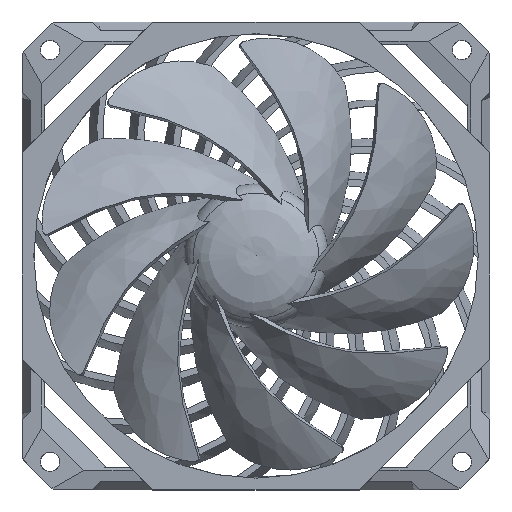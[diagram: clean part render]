
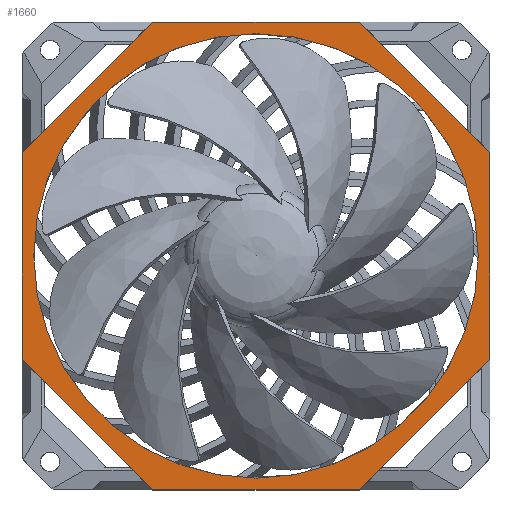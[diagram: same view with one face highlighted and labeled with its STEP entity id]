
A CAD part, top view. The second image highlights one B-rep face of the part: STEP entity #1660.
In plain terms, the highlighted planar face has unit normal (0, 0, 1).
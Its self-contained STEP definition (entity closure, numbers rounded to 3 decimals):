
#80=LINE('',#15801,#550);
#99=LINE('',#15840,#569);
#118=LINE('',#15879,#588);
#137=LINE('',#15918,#607);
#153=LINE('',#15950,#623);
#154=LINE('',#15951,#624);
#155=LINE('',#15952,#625);
#156=LINE('',#15953,#626);
#550=VECTOR('',#6838,1.);
#569=VECTOR('',#6859,1.);
#588=VECTOR('',#6880,1.);
#607=VECTOR('',#6901,1.);
#623=VECTOR('',#6919,1.);
#624=VECTOR('',#6920,1.);
#625=VECTOR('',#6921,1.);
#626=VECTOR('',#6922,1.);
#1114=PLANE('',#6353);
#1660=ADVANCED_FACE('',(#1879,#1880),#1114,.T.);
#1879=FACE_BOUND('',#2041,.T.);
#1880=FACE_BOUND('',#2042,.T.);
#2041=EDGE_LOOP('',(#3115));
#2042=EDGE_LOOP('',(#3116,#3117,#3118,#3119,#3120,#3121,#3122,#3123));
#2351=CIRCLE('',#6345,57.);
#3115=ORIENTED_EDGE('',*,*,#5341,.T.);
#3116=ORIENTED_EDGE('',*,*,#5421,.T.);
#3117=ORIENTED_EDGE('',*,*,#5367,.T.);
#3118=ORIENTED_EDGE('',*,*,#5422,.T.);
#3119=ORIENTED_EDGE('',*,*,#5348,.T.);
#3120=ORIENTED_EDGE('',*,*,#5423,.T.);
#3121=ORIENTED_EDGE('',*,*,#5405,.T.);
#3122=ORIENTED_EDGE('',*,*,#5424,.T.);
#3123=ORIENTED_EDGE('',*,*,#5386,.T.);
#4618=VERTEX_POINT('',#15776);
#4624=VERTEX_POINT('',#15800);
#4625=VERTEX_POINT('',#15802);
#4643=VERTEX_POINT('',#15839);
#4644=VERTEX_POINT('',#15841);
#4662=VERTEX_POINT('',#15878);
#4663=VERTEX_POINT('',#15880);
#4681=VERTEX_POINT('',#15917);
#4682=VERTEX_POINT('',#15919);
#5341=EDGE_CURVE('',#4618,#4618,#2351,.T.);
#5348=EDGE_CURVE('',#4625,#4624,#80,.T.);
#5367=EDGE_CURVE('',#4644,#4643,#99,.T.);
#5386=EDGE_CURVE('',#4663,#4662,#118,.T.);
#5405=EDGE_CURVE('',#4682,#4681,#137,.T.);
#5421=EDGE_CURVE('',#4662,#4644,#153,.T.);
#5422=EDGE_CURVE('',#4643,#4625,#154,.T.);
#5423=EDGE_CURVE('',#4624,#4682,#155,.T.);
#5424=EDGE_CURVE('',#4681,#4663,#156,.T.);
#6345=AXIS2_PLACEMENT_3D('',#15775,#6827,#6828);
#6353=AXIS2_PLACEMENT_3D('',#15954,#6923,#6924);
#6827=DIRECTION('',(0.,0.,-1.));
#6828=DIRECTION('',(1.,0.,0.));
#6838=DIRECTION('',(0.707,0.707,0.));
#6859=DIRECTION('',(0.707,-0.707,0.));
#6880=DIRECTION('',(-0.707,-0.707,0.));
#6901=DIRECTION('',(-0.707,0.707,0.));
#6919=DIRECTION('',(0.,-1.,0.));
#6920=DIRECTION('',(1.,0.,0.));
#6921=DIRECTION('',(0.,1.,0.));
#6922=DIRECTION('',(-1.,0.,0.));
#6923=DIRECTION('',(0.,0.,1.));
#6924=DIRECTION('',(1.,0.,0.));
#15775=CARTESIAN_POINT('',(0.,0.,26.));
#15776=CARTESIAN_POINT('',(57.,0.,26.));
#15800=CARTESIAN_POINT('',(60.,-26.544,26.));
#15801=CARTESIAN_POINT('',(43.272,-43.272,26.));
#15802=CARTESIAN_POINT('',(26.544,-60.,26.));
#15839=CARTESIAN_POINT('',(-26.544,-60.,26.));
#15840=CARTESIAN_POINT('',(-43.272,-43.272,26.));
#15841=CARTESIAN_POINT('',(-60.,-26.544,26.));
#15878=CARTESIAN_POINT('',(-60.,26.544,26.));
#15879=CARTESIAN_POINT('',(-43.272,43.272,26.));
#15880=CARTESIAN_POINT('',(-26.544,60.,26.));
#15917=CARTESIAN_POINT('',(26.544,60.,26.));
#15918=CARTESIAN_POINT('',(43.272,43.272,26.));
#15919=CARTESIAN_POINT('',(60.,26.544,26.));
#15950=CARTESIAN_POINT('',(-60.,60.,26.));
#15951=CARTESIAN_POINT('',(-60.,-60.,26.));
#15952=CARTESIAN_POINT('',(60.,-60.,26.));
#15953=CARTESIAN_POINT('',(60.,60.,26.));
#15954=CARTESIAN_POINT('',(0.,0.,26.));
